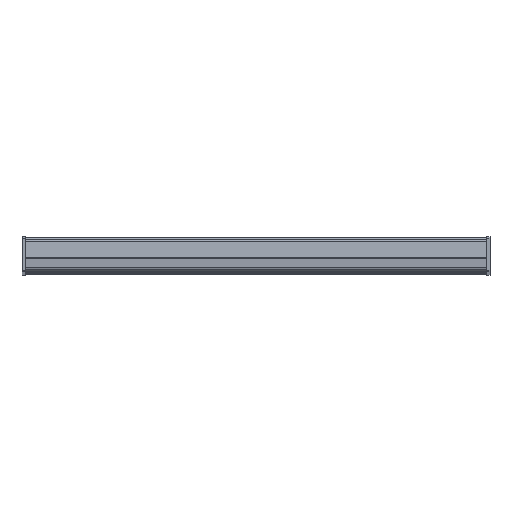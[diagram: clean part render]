
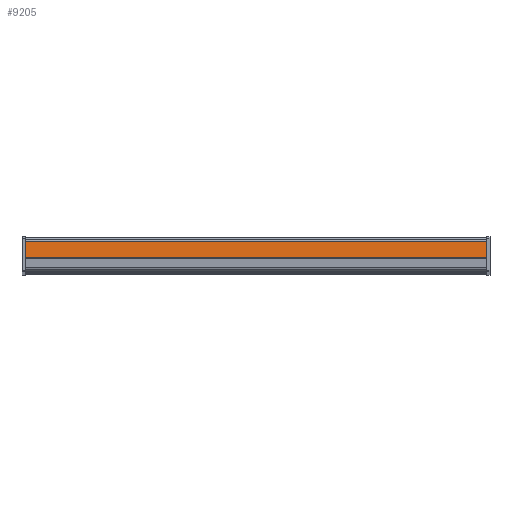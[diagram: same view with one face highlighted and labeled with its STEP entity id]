
A CAD part, top view. The second image highlights one B-rep face of the part: STEP entity #9205.
In plain terms, the highlighted face is planar.
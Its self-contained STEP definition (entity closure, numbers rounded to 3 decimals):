
#6211=DIRECTION('',(1.,0.,0.));
#6212=VECTOR('',#6211,400.);
#6213=CARTESIAN_POINT('',(-200.,-1.065,-12.174));
#6214=LINE('',#6213,#6212);
#6250=DIRECTION('',(0.,-0.087,-0.996));
#6251=VECTOR('',#6250,22.609);
#6252=CARTESIAN_POINT('',(-200.,0.905,10.349));
#6253=LINE('',#6252,#6251);
#6258=DIRECTION('',(1.,0.,0.));
#6259=VECTOR('',#6258,400.);
#6260=CARTESIAN_POINT('',(-200.,0.905,10.349));
#6261=LINE('',#6260,#6259);
#6284=DIRECTION('',(0.,-0.087,-0.996));
#6285=VECTOR('',#6284,22.609);
#6286=CARTESIAN_POINT('',(200.,0.905,10.349));
#6287=LINE('',#6286,#6285);
#7802=CARTESIAN_POINT('',(-200.,-1.065,-12.174));
#7803=CARTESIAN_POINT('',(200.,-1.065,-12.174));
#7804=VERTEX_POINT('',#7802);
#7805=VERTEX_POINT('',#7803);
#7806=CARTESIAN_POINT('',(-200.,0.905,10.349));
#7807=CARTESIAN_POINT('',(200.,0.905,10.349));
#7808=VERTEX_POINT('',#7806);
#7809=VERTEX_POINT('',#7807);
#9193=CARTESIAN_POINT('',(-200.,1.225,14.));
#9194=DIRECTION('',(0.,-0.996,0.087));
#9195=DIRECTION('',(0.,-0.087,-0.996));
#9196=AXIS2_PLACEMENT_3D('',#9193,#9194,#9195);
#9197=PLANE('',#9196);
#9198=ORIENTED_EDGE('',*,*,#9158,.F.);
#9199=ORIENTED_EDGE('',*,*,#9183,.T.);
#9201=ORIENTED_EDGE('',*,*,#9200,.T.);
#9202=ORIENTED_EDGE('',*,*,#9101,.F.);
#9203=EDGE_LOOP('',(#9198,#9199,#9201,#9202));
#9204=FACE_OUTER_BOUND('',#9203,.F.);
#9205=ADVANCED_FACE('',(#9204),#9197,.T.);
#9101=EDGE_CURVE('',#7804,#7805,#6214,.T.);
#9158=EDGE_CURVE('',#7808,#7804,#6253,.T.);
#9183=EDGE_CURVE('',#7808,#7809,#6261,.T.);
#9200=EDGE_CURVE('',#7809,#7805,#6287,.T.);
